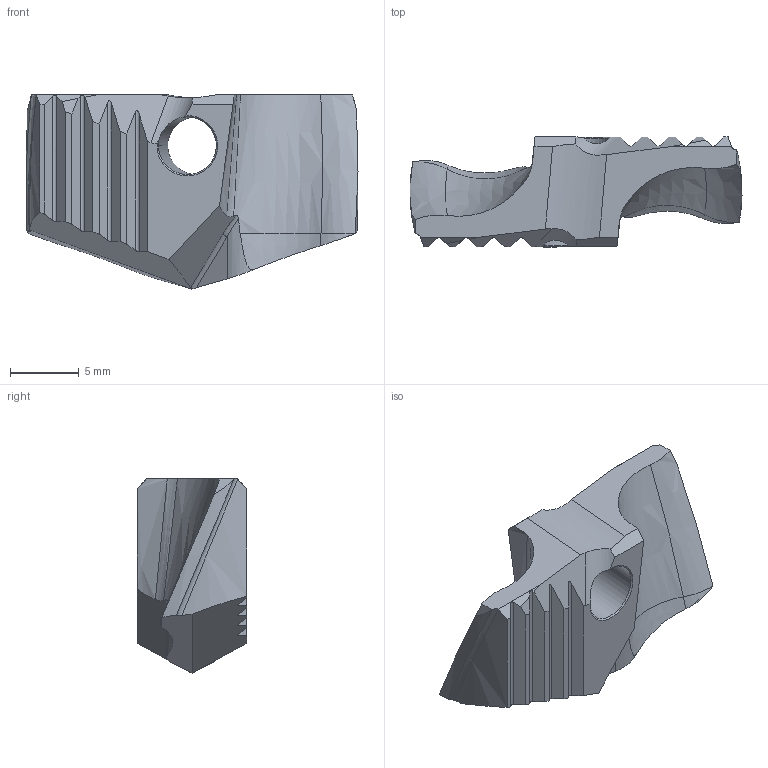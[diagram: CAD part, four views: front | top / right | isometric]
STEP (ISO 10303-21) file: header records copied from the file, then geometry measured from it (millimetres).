
FILE_DESCRIPTION((''),'2;1');
FILE_NAME('TAWNH0061T','2021-03-15T10:58:45',('tlyad09'),('PTC Japan'),'CREO PARAMETRIC BY PTC INC, 2018500','CREO PARAMETRIC BY PTC INC, 2018500','');
FILE_SCHEMA(('AUTOMOTIVE_DESIGN { 1 0 10303 214 1 1 1 1 }'));
Length unit declared in the file: millimetre
Products named in the file (1): TAWNH0061T
Bounding box: 24.2 x 8 x 14.14 mm (x, y, z)
Volume: 1192 mm3; surface area: 1006.5 mm2
Topology: 1 solids, 1 shells, 91 faces, 299 edges, 208 vertices
Faces by surface type: plane 48, bspline 24, cylinder 19
Entity records: 7272 total; most frequent: CARTESIAN_POINT 2989, ORIENTED_EDGE 552, PRESENTATION_STYLE_ASSIGNMENT 394, STYLED_ITEM 303, CURVE_STYLE 302, DIRECTION 282, EDGE_CURVE 276, VERTEX_POINT 185
